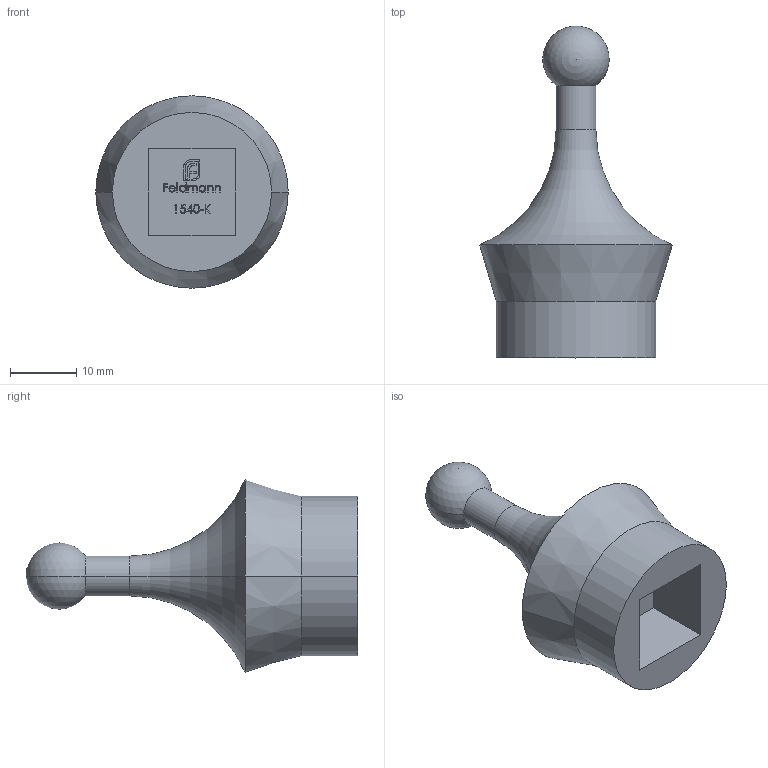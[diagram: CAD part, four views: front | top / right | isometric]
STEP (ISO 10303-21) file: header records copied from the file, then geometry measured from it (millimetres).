
FILE_DESCRIPTION (( 'STEP AP203' ), '1' );
FILE_NAME ('1540-K.STEP', '2022-02-07T08:54:09', ( '' ), ( '' ), 'SwSTEP 2.0', 'SolidWorks 2018', '' );
FILE_SCHEMA (( 'CONFIG_CONTROL_DESIGN' ));
Length unit declared in the file: millimetre
Products named in the file (2): 1540-K
Bounding box: 29 x 50 x 29 mm (x, y, z)
Volume: 10204.9 mm3; surface area: 3743 mm2
Topology: 1 solids, 1 shells, 237 faces, 640 edges, 424 vertices
Faces by surface type: plane 142, bspline 85, cylinder 4, cone 2, sphere 2, torus 2
Entity records: 11332 total; most frequent: CARTESIAN_POINT 5820, ORIENTED_EDGE 1270, DIRECTION 787, EDGE_CURVE 635, VECTOR 451, LINE 451, VERTEX_POINT 421, EDGE_LOOP 258
